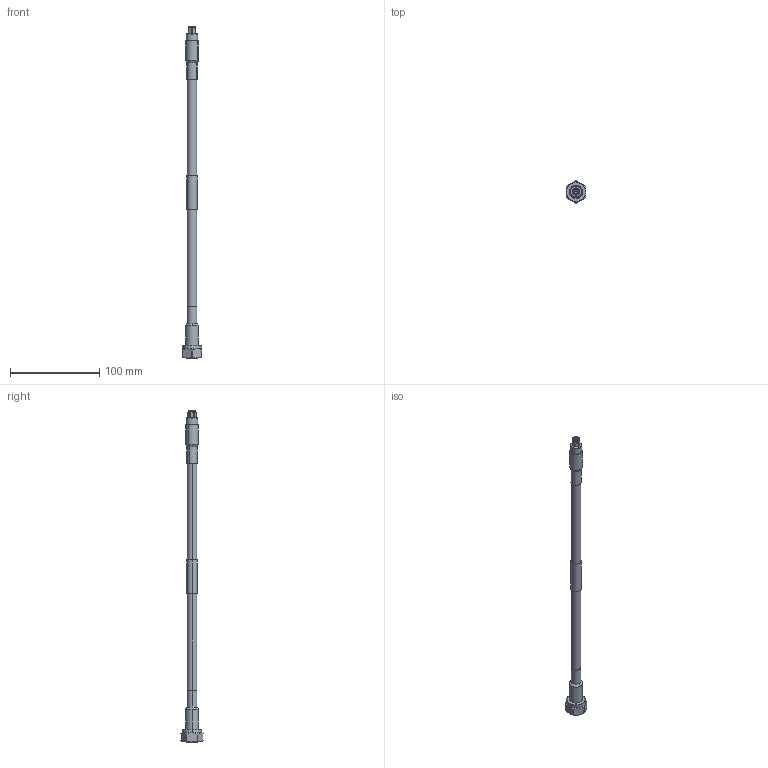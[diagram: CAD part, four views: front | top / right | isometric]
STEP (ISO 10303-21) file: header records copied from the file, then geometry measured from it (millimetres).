
FILE_DESCRIPTION (( 'STEP AP214' ), '1' );
FILE_NAME ('LCCA30296.step', '2020-03-19T19:37:43', ( '' ), ( '' ), 'SwSTEP 2.0', 'SolidWorks 2018', '' );
FILE_SCHEMA (( 'AUTOMOTIVE_DESIGN' ));
Length unit declared in the file: inch
Products named in the file (5): Copy of TC-400-SM-X^LCCA30296_HeatShrink; Copy of Coax Cable^LCCA30296_LMR-400; LCCA30296; Copy of TC-400-4310M-X^LCCA30296_Heat Shrink; Label^LCCA30296
Assembly tree (4 placements, depth 2):
  LCCA30296
    Copy of Coax Cable^LCCA30296_LMR-400
    Label^LCCA30296
    Copy of TC-400-SM-X^LCCA30296_HeatShrink
    Copy of TC-400-4310M-X^LCCA30296_Heat Shrink
Bounding box: 22 x 24.7 x 372.62 mm (x, y, z)
Volume: 41561.8 mm3; surface area: 17855 mm2
Topology: 5 solids, 7 shells, 169 faces, 397 edges, 255 vertices
Faces by surface type: cylinder 83, plane 40, cone 34, bspline 12
Entity records: 8564 total; most frequent: CARTESIAN_POINT 4594, ORIENTED_EDGE 794, DIRECTION 772, EDGE_CURVE 397, AXIS2_PLACEMENT_3D 322, VERTEX_POINT 255, EDGE_LOOP 184, ADVANCED_FACE 169
